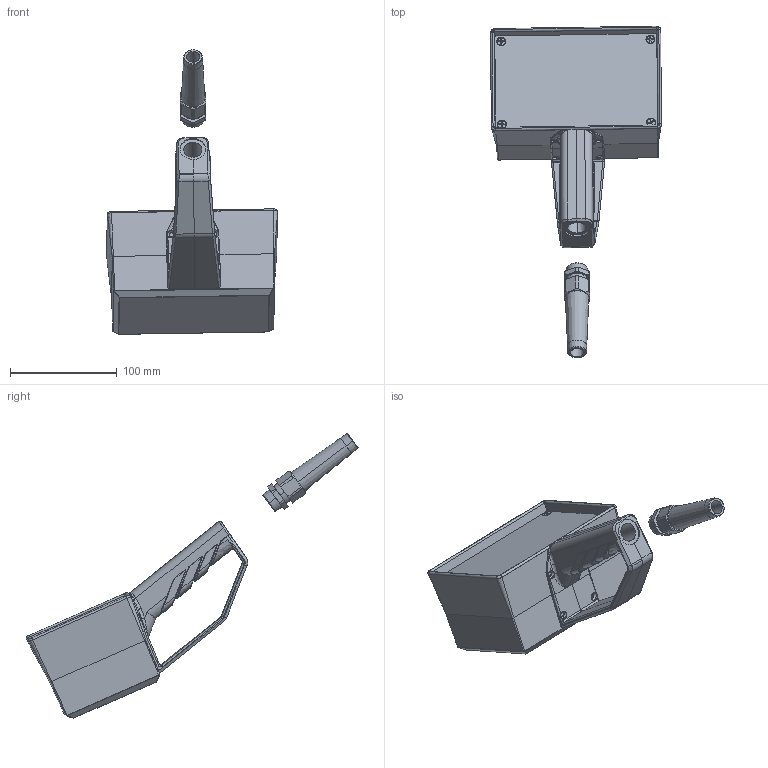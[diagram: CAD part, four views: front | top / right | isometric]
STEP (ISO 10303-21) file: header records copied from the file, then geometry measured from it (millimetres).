
FILE_DESCRIPTION (( 'STEP AP214' ), '1' );
FILE_NAME ('29214000.STEP', '2014-07-29T08:57:51', ( '' ), ( '' ), 'SwSTEP 2.0', 'SolidWorks 2013', '' );
FILE_SCHEMA (( 'AUTOMOTIVE_DESIGN' ));
Length unit declared in the file: millimetre
Products named in the file (10): 08100120; 93253; 82139; 95168; 82135; 21354; 82151; 21347; 21350; 29214000
Assembly tree (12 placements, depth 2):
  29214000
    21350
    21347
    82151
    21354
    82135
    95168
    82139
    93253  x4
    08100120
Bounding box: 160.31 x 311.45 x 267.06 mm (x, y, z)
Volume: 402902 mm3; surface area: 221226.6 mm2
Topology: 12 solids, 12 shells, 948 faces, 2365 edges, 1469 vertices
Faces by surface type: plane 345, cylinder 273, bspline 184, cone 118, torus 16, sphere 12
Entity records: 32920 total; most frequent: CARTESIAN_POINT 13521, ORIENTED_EDGE 4330, DIRECTION 3479, EDGE_CURVE 2165, VERTEX_POINT 1349, AXIS2_PLACEMENT_3D 1261, EDGE_LOOP 958, LINE 957
